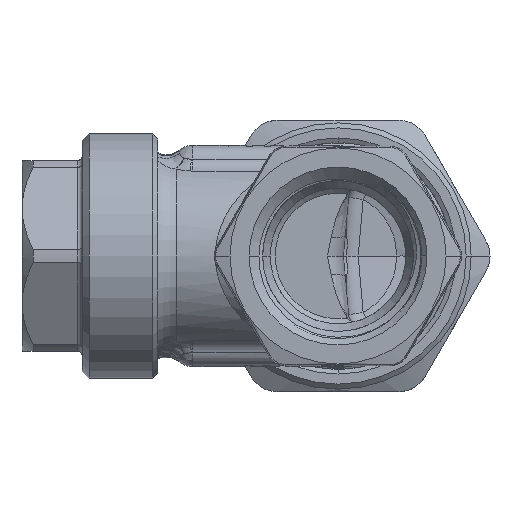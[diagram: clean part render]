
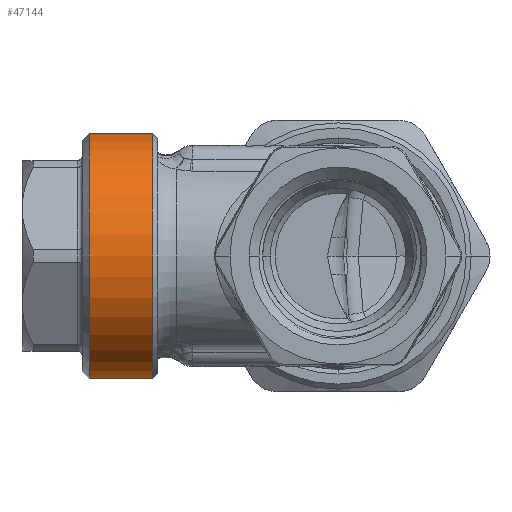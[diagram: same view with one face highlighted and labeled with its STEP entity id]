
A CAD part, left-side view. The second image highlights one B-rep face of the part: STEP entity #47144.
In plain terms, the highlighted cylindrical face has radius 12.2 mm (diameter 24.4 mm), a partial arc.
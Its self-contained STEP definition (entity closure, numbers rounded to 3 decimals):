
#17308=CARTESIAN_POINT('',(0.,18.45,0.));
#17309=DIRECTION('',(0.,-1.,0.));
#17310=DIRECTION('',(0.,0.,1.));
#17311=AXIS2_PLACEMENT_3D('',#17308,#17309,#17310);
#17313=DIRECTION('',(0.,1.,0.));
#17314=VECTOR('',#17313,6.3);
#17315=CARTESIAN_POINT('',(0.,18.45,12.2));
#17316=LINE('',#17315,#17314);
#17317=DIRECTION('',(0.,1.,0.));
#17318=VECTOR('',#17317,6.3);
#17319=CARTESIAN_POINT('',(0.,18.45,-12.2));
#17320=LINE('',#17319,#17318);
#17339=CARTESIAN_POINT('',(0.,24.75,0.));
#17340=DIRECTION('',(0.,-1.,0.));
#17341=DIRECTION('',(0.,0.,1.));
#17342=AXIS2_PLACEMENT_3D('',#17339,#17340,#17341);
#20862=CARTESIAN_POINT('',(0.,18.45,12.2));
#20864=VERTEX_POINT('',#20862);
#20865=CARTESIAN_POINT('',(0.,24.75,12.2));
#20866=VERTEX_POINT('',#20865);
#20870=CARTESIAN_POINT('',(0.,18.45,-12.2));
#20872=VERTEX_POINT('',#20870);
#20873=CARTESIAN_POINT('',(0.,24.75,-12.2));
#20874=VERTEX_POINT('',#20873);
#47130=CARTESIAN_POINT('',(0.,32.125,0.));
#47131=DIRECTION('',(0.,-1.,0.));
#47132=DIRECTION('',(0.,0.,-1.));
#47133=AXIS2_PLACEMENT_3D('',#47130,#47131,#47132);
#47134=CYLINDRICAL_SURFACE('',#47133,12.2);
#47136=ORIENTED_EDGE('',*,*,#47135,.F.);
#47137=ORIENTED_EDGE('',*,*,#47125,.T.);
#47139=ORIENTED_EDGE('',*,*,#47138,.T.);
#47141=ORIENTED_EDGE('',*,*,#47140,.F.);
#47142=EDGE_LOOP('',(#47136,#47137,#47139,#47141));
#47143=FACE_OUTER_BOUND('',#47142,.F.);
#47144=ADVANCED_FACE('',(#47143),#47134,.T.);
#17312=CIRCLE('',#17311,12.2);
#17343=CIRCLE('',#17342,12.2);
#47125=EDGE_CURVE('',#20864,#20872,#17312,.T.);
#47135=EDGE_CURVE('',#20864,#20866,#17316,.T.);
#47138=EDGE_CURVE('',#20872,#20874,#17320,.T.);
#47140=EDGE_CURVE('',#20866,#20874,#17343,.T.);
